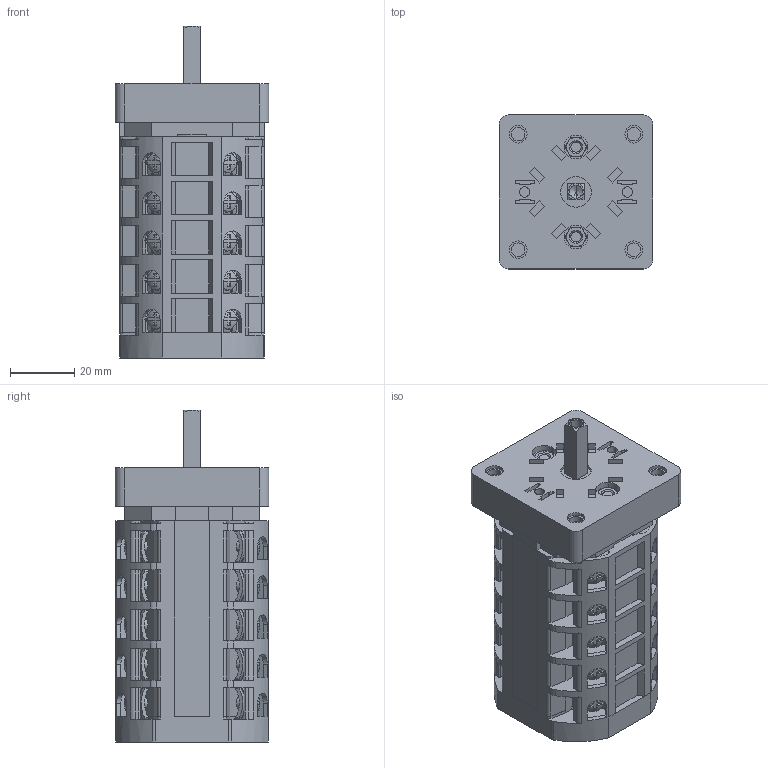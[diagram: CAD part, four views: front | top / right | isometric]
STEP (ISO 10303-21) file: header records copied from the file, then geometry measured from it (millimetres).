
FILE_DESCRIPTION((''),'2;1');
FILE_NAME('CRV2_12_26_5B_P_SW0001','2015-06-05T',('mangiapr'),(''),'PRO/ENGINEER BY PARAMETRIC TECHNOLOGY CORPORATION, 2011080','PRO/ENGINEER BY PARAMETRIC TECHNOLOGY CORPORATION, 2011080','');
FILE_SCHEMA(('CONFIG_CONTROL_DESIGN'));
Products named in the file (1): CRV2_12_26_5B_P_SW0001
Bounding box: 48 x 48 x 103.5 mm (x, y, z)
Volume: 134052.6 mm3; surface area: 43344.6 mm2
Topology: 17 solids, 17 shells, 2053 faces, 5526 edges, 3587 vertices
Faces by surface type: plane 1056, cylinder 567, cone 258, torus 132, sphere 40
Entity records: 79674 total; most frequent: CARTESIAN_POINT 27944, ORIENTED_EDGE 11048, DIRECTION 10560, EDGE_CURVE 5524, AXIS2_PLACEMENT_3D 3719, VERTEX_POINT 3587, VECTOR 3122, LINE 3122
